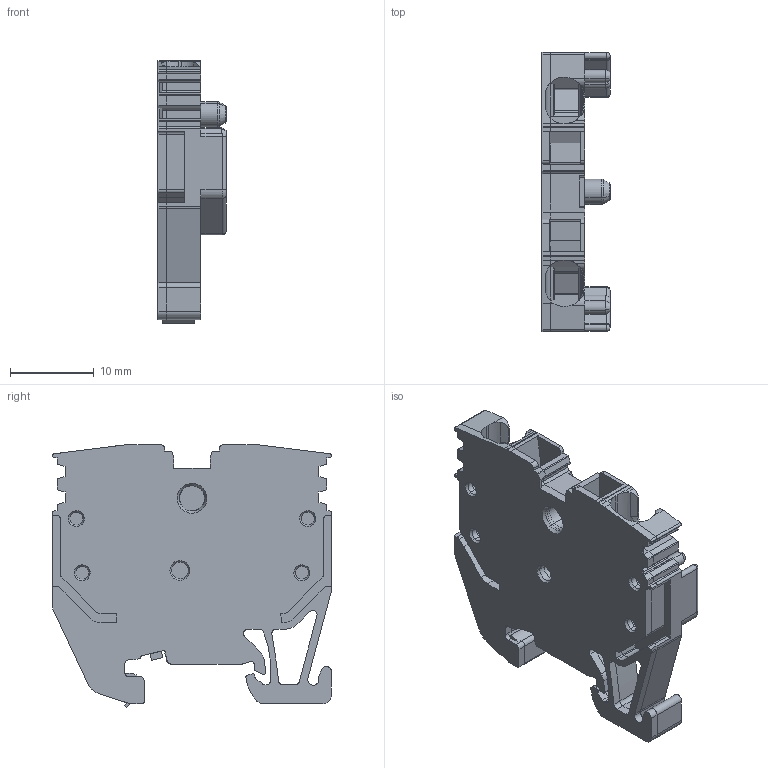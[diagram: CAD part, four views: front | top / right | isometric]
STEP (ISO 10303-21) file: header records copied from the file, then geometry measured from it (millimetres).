
FILE_DESCRIPTION(('CATIA V5 STEP Exchange','CAx-IF Rec.Pracs.--- Model Styling and Organization---1.4--- 2014-01-23'),'2;1');
FILE_NAME ('360098_4', '2021-12-08T13:18:12+00:00', ('none'), ('Weidmueller'), 'CATIA Version 5-6 Release 2016 SP3 HF44', 'CATIA V5 STEP AP214', 'none');
FILE_SCHEMA(('AUTOMOTIVE_DESIGN { 1 0 10303 214 1 1 1 1 }'));
Length unit declared in the file: millimetre
Products named in the file (1): 1712810000
Bounding box: 8.1 x 33.2 x 31.32 mm (x, y, z)
Volume: 3621.7 mm3; surface area: 5179 mm2
Topology: 3 solids, 3 shells, 663 faces, 1871 edges, 1221 vertices
Faces by surface type: plane 375, cylinder 236, cone 26, torus 15, extrusion 6, sphere 4, bspline 1
Entity records: 20867 total; most frequent: CARTESIAN_POINT 4265, ORIENTED_EDGE 3734, DIRECTION 2905, EDGE_CURVE 1867, VECTOR 1303, LINE 1297, VERTEX_POINT 1221, AXIS2_PLACEMENT_3D 1036
